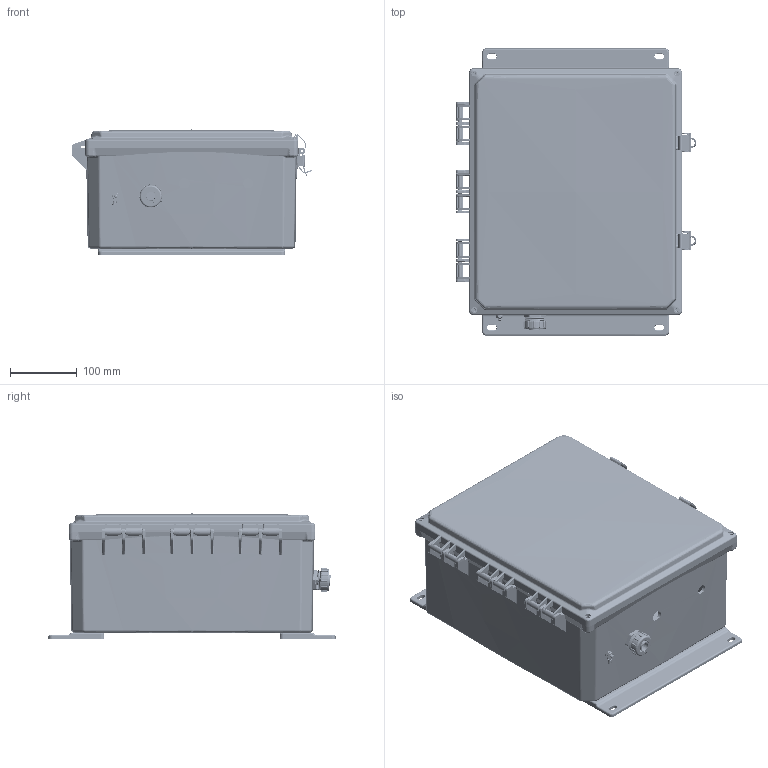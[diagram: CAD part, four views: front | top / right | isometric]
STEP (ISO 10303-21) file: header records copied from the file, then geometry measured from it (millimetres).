
FILE_DESCRIPTION (( 'STEP AP214' ), '1' );
FILE_NAME ('TEBWPC141206-01.step', '2020-06-13T14:10:01', ( '' ), ( '' ), 'SwSTEP 2.0', 'SolidWorks 2018', '' );
FILE_SCHEMA (( 'AUTOMOTIVE_DESIGN' ));
Length unit declared in the file: inch
Products named in the file (20): Integra-Upper Insert; XFS-0020_91735A827; XNBBWPC141206-01; NBBWPC141206; XFN-0003; NBBPC141206_Box; XFS-0026; XFS-0017; XF451-01; NBBPC141206_Latch; NBPC14-W-LID; XFW-0002; Copy of XCT-0011^TEBWPC141206-01; Copy of XCT-0010^TEBWPC141206-01; TEBWPC141206-01; XC-0003; NBBPC141206_box assy; XCT-0005; NBBPC141206_12IN-MNT-FLANGE; Integra-Bottom Insert
Assembly tree (35 placements, depth 5):
  TEBWPC141206-01
    XNBBWPC141206-01
      NBBWPC141206
        NBBPC141206_box assy
          NBBPC141206_Box
          Integra-Upper Insert  x4
          Integra-Bottom Insert  x4
        NBPC14-W-LID
        NBBPC141206_Latch  x2
        NBBPC141206_12IN-MNT-FLANGE  x2
    XFW-0002  x5
    XFN-0003  x2
    XCT-0005
    Copy of XCT-0010^TEBWPC141206-01
    XFS-0026
    XF451-01
    Copy of XCT-0011^TEBWPC141206-01
    XFS-0017
    XFS-0020_91735A827  x4
    XC-0003
Bounding box: 360.69 x 430.53 x 187.45 mm (x, y, z)
Volume: 1151590.1 mm3; surface area: 1312209.2 mm2
Topology: 35 solids, 41 shells, 6457 faces, 16126 edges, 9529 vertices
Faces by surface type: cylinder 2437, bspline 1537, plane 1491, cone 820, torus 164, sphere 8
Entity records: 230355 total; most frequent: CARTESIAN_POINT 130392, ORIENTED_EDGE 21932, DIRECTION 16068, EDGE_CURVE 10974, VERTEX_POINT 6577, AXIS2_PLACEMENT_3D 5948, EDGE_LOOP 4763, ADVANCED_FACE 4510
